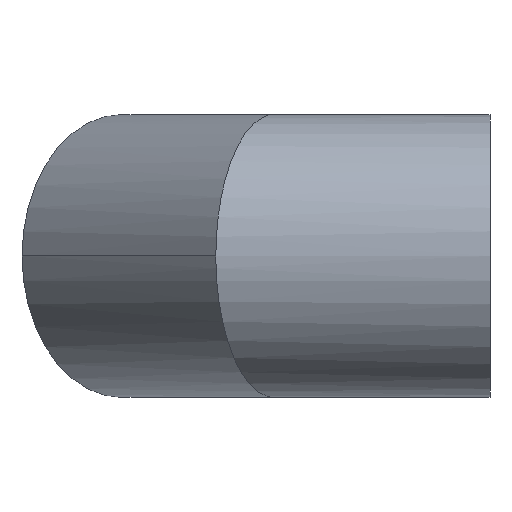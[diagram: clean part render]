
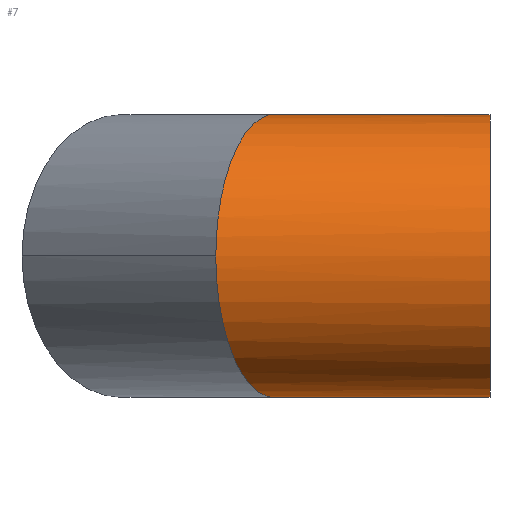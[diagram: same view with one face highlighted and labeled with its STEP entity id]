
A CAD part, left-side view. The second image highlights one B-rep face of the part: STEP entity #7.
In plain terms, the highlighted cylindrical face has radius 99.949 mm (diameter 199.898 mm), a partial arc.
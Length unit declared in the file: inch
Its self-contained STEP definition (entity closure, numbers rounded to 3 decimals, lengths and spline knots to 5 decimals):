
#4 = CARTESIAN_POINT ( 'NONE',  ( -3.935, 7.62993, 0. ) ) ;
#5 = AXIS2_PLACEMENT_3D ( 'NONE', #144, #157, #147 ) ;
#7 = ADVANCED_FACE ( 'NONE', ( #200 ), #130, .T. ) ;
#8 = DIRECTION ( 'NONE',  ( 0., -1., 0. ) ) ;
#10 = CARTESIAN_POINT ( 'NONE',  ( 0., 17.12986, 3.935 ) ) ;
#13 = LINE ( 'NONE', #10, #182 ) ;
#29 = VERTEX_POINT ( 'NONE', #4 ) ;
#51 = EDGE_CURVE ( 'NONE', #171, #29, #132, .T. ) ;
#66 = EDGE_CURVE ( 'NONE', #171, #368, #191, .T. ) ;
#70 = ORIENTED_EDGE ( 'NONE', *, *, #153, .F. ) ;
#96 = CARTESIAN_POINT ( 'NONE',  ( 0., 6., 3.935 ) ) ;
#102 = VECTOR ( 'NONE', #321, 39.37008 ) ;
#106 = CARTESIAN_POINT ( 'NONE',  ( 0., 6., 3.935 ) ) ;
#108 = CARTESIAN_POINT ( 'NONE',  ( -2.30507, 6.95479, 3.935 ) ) ;
#112 = CARTESIAN_POINT ( 'NONE',  ( 0., 17.12986, 0. ) ) ;
#114 = CARTESIAN_POINT ( 'NONE',  ( -3.935, 7.62993, 2.30507 ) ) ;
#116 = CARTESIAN_POINT ( 'NONE',  ( -3.935, 7.62993, 0. ) ) ;
#124 = CARTESIAN_POINT ( 'NONE',  ( 0., 0., 3.935 ) ) ;
#125 = EDGE_CURVE ( 'NONE', #368, #148, #260, .T. ) ;
#127 = CARTESIAN_POINT ( 'NONE',  ( 0., 6., -3.935 ) ) ;
#130 = CYLINDRICAL_SURFACE ( 'NONE', #255, 3.935 ) ;
#132 =( BOUNDED_CURVE ( )  B_SPLINE_CURVE ( 3, ( #202, #204, #225, #231 ),
 .UNSPECIFIED., .F., .T. ) 
 B_SPLINE_CURVE_WITH_KNOTS ( ( 4, 4 ),
 ( 1.5708, 3.14159 ),
 .UNSPECIFIED. ) 
 CURVE ( )  GEOMETRIC_REPRESENTATION_ITEM ( )  RATIONAL_B_SPLINE_CURVE ( ( 1., 0.805, 0.805, 1. ) ) 
 REPRESENTATION_ITEM ( '' )  );
#144 = CARTESIAN_POINT ( 'NONE',  ( 0., 0., 0. ) ) ;
#147 = DIRECTION ( 'NONE',  ( 0., 0., 1. ) ) ;
#148 = VERTEX_POINT ( 'NONE', #124 ) ;
#150 =( BOUNDED_CURVE ( )  B_SPLINE_CURVE ( 3, ( #116, #114, #108, #106 ),
 .UNSPECIFIED., .F., .F. ) 
 B_SPLINE_CURVE_WITH_KNOTS ( ( 4, 4 ),
 ( 3.14159, 4.71239 ),
 .UNSPECIFIED. ) 
 CURVE ( )  GEOMETRIC_REPRESENTATION_ITEM ( )  RATIONAL_B_SPLINE_CURVE ( ( 1., 0.805, 0.805, 1. ) ) 
 REPRESENTATION_ITEM ( '' )  );
#153 = EDGE_CURVE ( 'NONE', #29, #166, #150, .T. ) ;
#157 = DIRECTION ( 'NONE',  ( 0., 1., 0. ) ) ;
#166 = VERTEX_POINT ( 'NONE', #96 ) ;
#171 = VERTEX_POINT ( 'NONE', #127 ) ;
#176 = EDGE_LOOP ( 'NONE', ( #372, #70, #252, #232, #293 ) ) ;
#180 = DIRECTION ( 'NONE',  ( 0., -1., 0. ) ) ;
#182 = VECTOR ( 'NONE', #8, 39.37008 ) ;
#191 = LINE ( 'NONE', #263, #102 ) ;
#200 = FACE_OUTER_BOUND ( 'NONE', #176, .T. ) ;
#202 = CARTESIAN_POINT ( 'NONE',  ( 0., 6., -3.935 ) ) ;
#204 = CARTESIAN_POINT ( 'NONE',  ( -2.30507, 6.95479, -3.935 ) ) ;
#211 = EDGE_CURVE ( 'NONE', #166, #148, #13, .T. ) ;
#225 = CARTESIAN_POINT ( 'NONE',  ( -3.935, 7.62993, -2.30507 ) ) ;
#231 = CARTESIAN_POINT ( 'NONE',  ( -3.935, 7.62993, 0. ) ) ;
#232 = ORIENTED_EDGE ( 'NONE', *, *, #66, .T. ) ;
#235 = DIRECTION ( 'NONE',  ( 0., 0., -1. ) ) ;
#252 = ORIENTED_EDGE ( 'NONE', *, *, #51, .F. ) ;
#255 = AXIS2_PLACEMENT_3D ( 'NONE', #112, #180, #235 ) ;
#260 = CIRCLE ( 'NONE', #5, 3.935 ) ;
#263 = CARTESIAN_POINT ( 'NONE',  ( 0., 17.12986, -3.935 ) ) ;
#293 = ORIENTED_EDGE ( 'NONE', *, *, #125, .T. ) ;
#300 = CARTESIAN_POINT ( 'NONE',  ( 0., 0., -3.935 ) ) ;
#321 = DIRECTION ( 'NONE',  ( 0., -1., 0. ) ) ;
#368 = VERTEX_POINT ( 'NONE', #300 ) ;
#372 = ORIENTED_EDGE ( 'NONE', *, *, #211, .F. ) ;
